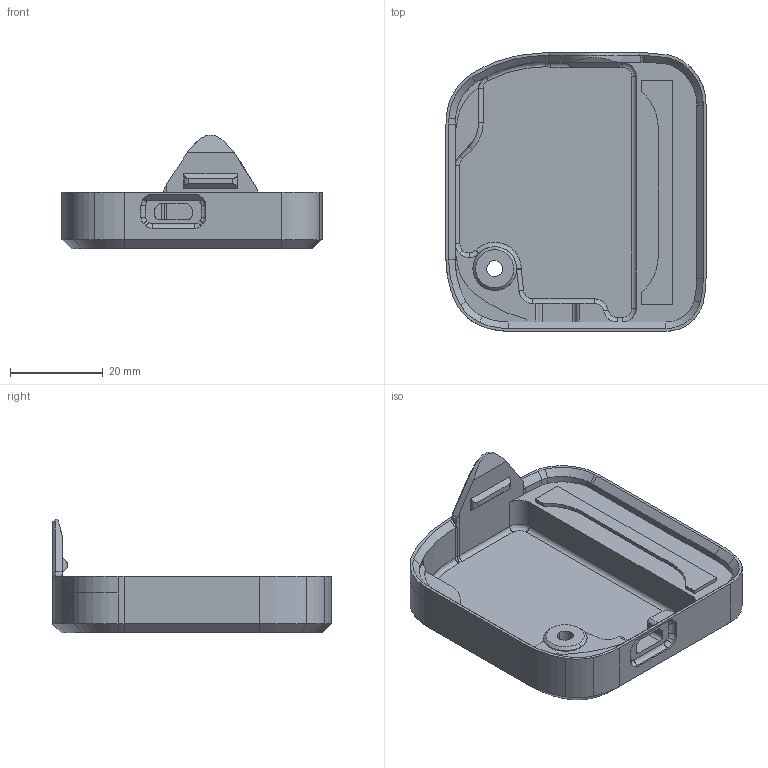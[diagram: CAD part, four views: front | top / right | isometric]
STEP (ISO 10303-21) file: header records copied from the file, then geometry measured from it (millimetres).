
FILE_DESCRIPTION(/* description */ (''),/* implementation_level */ '2;1');
FILE_NAME(/* name */ 'PLOOPY~2',/* time_stamp */ '2021-08-11T18:13:36+01:00',/* author */ (''),/* organization */ (''),/* preprocessor_version */ 'ST-DEVELOPER v16.5',/* originating_system */ '',/* authorisation */ '');
FILE_SCHEMA (('AUTOMOTIVE_DESIGN'));
Length unit declared in the file: millimetre
Products named in the file (1): Document
Bounding box: 56 x 60 x 24.52 mm (x, y, z)
Volume: 17597.3 mm3; surface area: 10969.9 mm2
Topology: 1 solids, 1 shells, 211 faces, 540 edges, 333 vertices
Faces by surface type: bspline 142, plane 69
Entity records: 11907 total; most frequent: CARTESIAN_POINT 8640, ORIENTED_EDGE 1080, EDGE_CURVE 540, B_SPLINE_CURVE_WITH_KNOTS 385, VERTEX_POINT 333, EDGE_LOOP 217, ADVANCED_FACE 211, FACE_OUTER_BOUND 211
